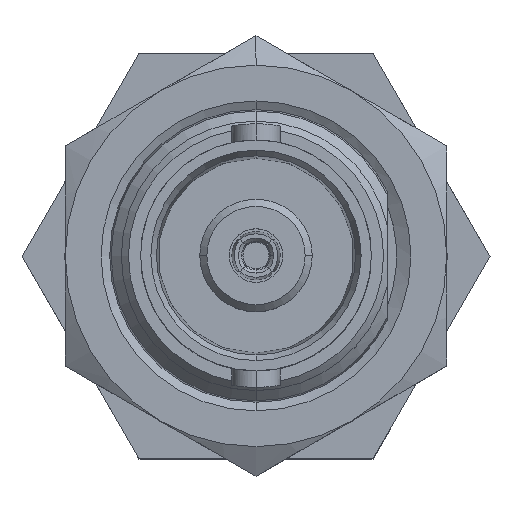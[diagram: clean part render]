
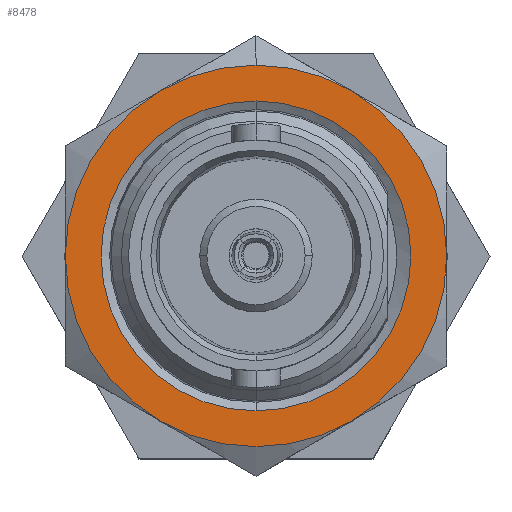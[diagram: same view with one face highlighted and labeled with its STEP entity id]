
A CAD part, top view. The second image highlights one B-rep face of the part: STEP entity #8478.
In plain terms, the highlighted planar face has unit normal (0, 0, 1).
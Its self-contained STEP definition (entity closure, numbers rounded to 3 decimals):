
#41 = VERTEX_POINT ( 'NONE', #12777 ) ;
#91 = DIRECTION ( 'NONE',  ( 0., 0., 1. ) ) ;
#512 = CARTESIAN_POINT ( 'NONE',  ( 0., 0., -12.85 ) ) ;
#522 = AXIS2_PLACEMENT_3D ( 'NONE', #2087, #9132, #3096 ) ;
#535 = CARTESIAN_POINT ( 'NONE',  ( 0., 0., -12.85 ) ) ;
#554 = EDGE_CURVE ( 'NONE', #7605, #4374, #7800, .T. ) ;
#821 = DIRECTION ( 'NONE',  ( 0., 0., 1. ) ) ;
#868 = ORIENTED_EDGE ( 'NONE', *, *, #11580, .T. ) ;
#1049 = CARTESIAN_POINT ( 'NONE',  ( 0., 0., -12.85 ) ) ;
#1178 = ORIENTED_EDGE ( 'NONE', *, *, #8406, .F. ) ;
#1278 = AXIS2_PLACEMENT_3D ( 'NONE', #7435, #1382, #8452 ) ;
#1382 = DIRECTION ( 'NONE',  ( 0., 0., 1. ) ) ;
#1468 = CARTESIAN_POINT ( 'NONE',  ( 4., 6.928, -12.85 ) ) ;
#1501 = EDGE_LOOP ( 'NONE', ( #6603, #5862, #5950, #1805, #868, #12551, #5072 ) ) ;
#1511 = DIRECTION ( 'NONE',  ( 0., -1., 0. ) ) ;
#1531 = DIRECTION ( 'NONE',  ( 0., -1., 0. ) ) ;
#1549 = EDGE_CURVE ( 'NONE', #8438, #8810, #11896, .T. ) ;
#1805 = ORIENTED_EDGE ( 'NONE', *, *, #1549, .T. ) ;
#2051 = DIRECTION ( 'NONE',  ( 0., -1., 0. ) ) ;
#2087 = CARTESIAN_POINT ( 'NONE',  ( 0., 0., -12.85 ) ) ;
#2263 = VERTEX_POINT ( 'NONE', #3029 ) ;
#2277 = AXIS2_PLACEMENT_3D ( 'NONE', #535, #7597, #1531 ) ;
#2391 = CARTESIAN_POINT ( 'NONE',  ( -4., 6.928, -12.85 ) ) ;
#2586 = PLANE ( 'NONE',  #8378 ) ;
#3007 = AXIS2_PLACEMENT_3D ( 'NONE', #1049, #8102, #2051 ) ;
#3029 = CARTESIAN_POINT ( 'NONE',  ( -4., -6.928, -12.85 ) ) ;
#3096 = DIRECTION ( 'NONE',  ( 0., -1., 0. ) ) ;
#3335 = AXIS2_PLACEMENT_3D ( 'NONE', #4565, #11594, #5583 ) ;
#3668 = CARTESIAN_POINT ( 'NONE',  ( 0., 8., -12.85 ) ) ;
#4115 = ORIENTED_EDGE ( 'NONE', *, *, #554, .F. ) ;
#4374 = VERTEX_POINT ( 'NONE', #12641 ) ;
#4565 = CARTESIAN_POINT ( 'NONE',  ( 0., 0., -12.85 ) ) ;
#4689 = DIRECTION ( 'NONE',  ( 0., 1., 0. ) ) ;
#5047 = FACE_OUTER_BOUND ( 'NONE', #1501, .T. ) ;
#5072 = ORIENTED_EDGE ( 'NONE', *, *, #8141, .T. ) ;
#5507 = CIRCLE ( 'NONE', #6028, 8. ) ;
#5583 = DIRECTION ( 'NONE',  ( 0., -1., 0. ) ) ;
#5854 = CIRCLE ( 'NONE', #522, 8. ) ;
#5862 = ORIENTED_EDGE ( 'NONE', *, *, #8796, .T. ) ;
#5950 = ORIENTED_EDGE ( 'NONE', *, *, #10820, .T. ) ;
#6028 = AXIS2_PLACEMENT_3D ( 'NONE', #512, #7581, #1511 ) ;
#6141 = CARTESIAN_POINT ( 'NONE',  ( 0., 0., -12.85 ) ) ;
#6182 = CARTESIAN_POINT ( 'NONE',  ( 0., -6.5, -12.85 ) ) ;
#6184 = CIRCLE ( 'NONE', #10388, 8. ) ;
#6577 = CARTESIAN_POINT ( 'NONE',  ( 0., 8., -12.85 ) ) ;
#6603 = ORIENTED_EDGE ( 'NONE', *, *, #7434, .T. ) ;
#6860 = CARTESIAN_POINT ( 'NONE',  ( 0., 0., -12.85 ) ) ;
#7165 = DIRECTION ( 'NONE',  ( 0., -1., 0. ) ) ;
#7312 = VERTEX_POINT ( 'NONE', #11728 ) ;
#7434 = EDGE_CURVE ( 'NONE', #41, #8995, #6184, .T. ) ;
#7435 = CARTESIAN_POINT ( 'NONE',  ( 0., 0., -12.85 ) ) ;
#7581 = DIRECTION ( 'NONE',  ( 0., 0., 1. ) ) ;
#7597 = DIRECTION ( 'NONE',  ( 0., 0., 1. ) ) ;
#7605 = VERTEX_POINT ( 'NONE', #6182 ) ;
#7800 = CIRCLE ( 'NONE', #9841, 6.5 ) ;
#7806 = CARTESIAN_POINT ( 'NONE',  ( 0., 0., -12.85 ) ) ;
#7872 = DIRECTION ( 'NONE',  ( 0., -1., 0. ) ) ;
#8071 = CIRCLE ( 'NONE', #8781, 8. ) ;
#8102 = DIRECTION ( 'NONE',  ( 0., 0., 1. ) ) ;
#8141 = EDGE_CURVE ( 'NONE', #2263, #41, #5854, .T. ) ;
#8344 = CIRCLE ( 'NONE', #2277, 6.5 ) ;
#8378 = AXIS2_PLACEMENT_3D ( 'NONE', #3668, #10685, #4689 ) ;
#8406 = EDGE_CURVE ( 'NONE', #4374, #7605, #8344, .T. ) ;
#8415 = CIRCLE ( 'NONE', #3007, 8. ) ;
#8438 = VERTEX_POINT ( 'NONE', #6577 ) ;
#8452 = DIRECTION ( 'NONE',  ( 0., -1., 0. ) ) ;
#8478 = ADVANCED_FACE ( 'NONE', ( #10688, #5047 ), #2586, .F. ) ;
#8781 = AXIS2_PLACEMENT_3D ( 'NONE', #6141, #91, #7165 ) ;
#8796 = EDGE_CURVE ( 'NONE', #8995, #8851, #9252, .T. ) ;
#8810 = VERTEX_POINT ( 'NONE', #2391 ) ;
#8851 = VERTEX_POINT ( 'NONE', #1468 ) ;
#8903 = EDGE_CURVE ( 'NONE', #7312, #2263, #5507, .T. ) ;
#8995 = VERTEX_POINT ( 'NONE', #9260 ) ;
#9132 = DIRECTION ( 'NONE',  ( 0., 0., 1. ) ) ;
#9252 = CIRCLE ( 'NONE', #1278, 8. ) ;
#9260 = CARTESIAN_POINT ( 'NONE',  ( 8., 0., -12.85 ) ) ;
#9841 = AXIS2_PLACEMENT_3D ( 'NONE', #7806, #11745, #10536 ) ;
#10388 = AXIS2_PLACEMENT_3D ( 'NONE', #6860, #821, #7872 ) ;
#10394 = EDGE_LOOP ( 'NONE', ( #4115, #1178 ) ) ;
#10536 = DIRECTION ( 'NONE',  ( 0., -1., 0. ) ) ;
#10685 = DIRECTION ( 'NONE',  ( 0., 0., -1. ) ) ;
#10688 = FACE_BOUND ( 'NONE', #10394, .T. ) ;
#10820 = EDGE_CURVE ( 'NONE', #8851, #8438, #8415, .T. ) ;
#11580 = EDGE_CURVE ( 'NONE', #8810, #7312, #8071, .T. ) ;
#11594 = DIRECTION ( 'NONE',  ( 0., 0., 1. ) ) ;
#11728 = CARTESIAN_POINT ( 'NONE',  ( -8., 0., -12.85 ) ) ;
#11745 = DIRECTION ( 'NONE',  ( 0., 0., 1. ) ) ;
#11896 = CIRCLE ( 'NONE', #3335, 8. ) ;
#12551 = ORIENTED_EDGE ( 'NONE', *, *, #8903, .T. ) ;
#12641 = CARTESIAN_POINT ( 'NONE',  ( 0., 6.5, -12.85 ) ) ;
#12777 = CARTESIAN_POINT ( 'NONE',  ( 4., -6.928, -12.85 ) ) ;
